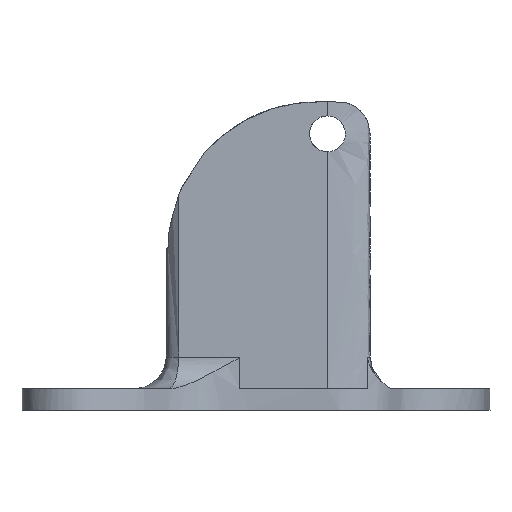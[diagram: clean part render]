
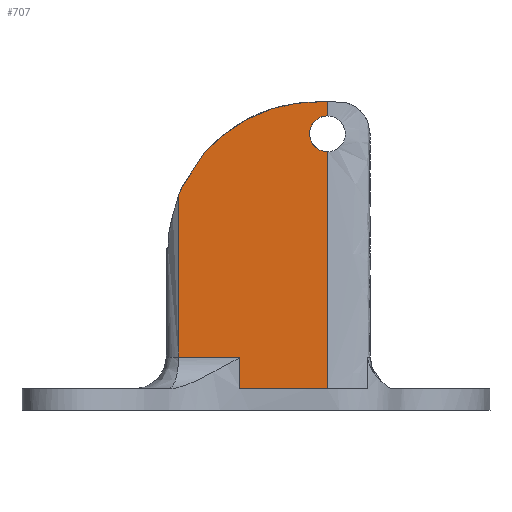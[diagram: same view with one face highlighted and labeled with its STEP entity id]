
A CAD part, front view. The second image highlights one B-rep face of the part: STEP entity #707.
In plain terms, the highlighted planar face has unit normal (0, -1, 0).
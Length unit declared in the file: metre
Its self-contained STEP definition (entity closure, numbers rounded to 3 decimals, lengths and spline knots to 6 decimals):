
#34=B_SPLINE_CURVE_WITH_KNOTS('',3,(#942,#943,#944,#945,#946,#947,#948,
#949,#950,#951,#952,#953,#954,#955,#956,#957,#958,#959,#960,#961,#962,#963,
#964),.UNSPECIFIED.,.F.,.F.,(4,1,1,1,1,1,1,1,1,1,1,1,1,1,1,1,1,1,1,1,4),
(0.,0.038715,0.08809,0.163143,0.208098,
0.279131,0.324087,0.369042,0.413997,
0.441197,0.48906,0.54411,0.59916,
0.644116,0.699166,0.754216,0.809762,
0.854076,0.894034,0.947772,1.),.UNSPECIFIED.);
#95=LINE('',#940,#127);
#96=LINE('',#966,#128);
#97=LINE('',#968,#129);
#98=LINE('',#970,#130);
#99=LINE('',#972,#131);
#100=LINE('',#974,#132);
#101=LINE('',#976,#133);
#127=VECTOR('',#815,1.);
#128=VECTOR('',#816,1.);
#129=VECTOR('',#817,1.);
#130=VECTOR('',#818,1.);
#131=VECTOR('',#819,1.);
#132=VECTOR('',#820,1.);
#133=VECTOR('',#821,1.);
#159=ORIENTED_EDGE('',*,*,#373,.F.);
#160=ORIENTED_EDGE('',*,*,#374,.F.);
#161=ORIENTED_EDGE('',*,*,#375,.F.);
#162=ORIENTED_EDGE('',*,*,#376,.T.);
#163=ORIENTED_EDGE('',*,*,#377,.T.);
#164=ORIENTED_EDGE('',*,*,#378,.T.);
#165=ORIENTED_EDGE('',*,*,#379,.T.);
#166=ORIENTED_EDGE('',*,*,#380,.T.);
#167=ORIENTED_EDGE('',*,*,#381,.F.);
#373=EDGE_CURVE('',#480,#481,#550,.T.);
#374=EDGE_CURVE('',#482,#480,#95,.T.);
#375=EDGE_CURVE('',#483,#482,#34,.T.);
#376=EDGE_CURVE('',#483,#484,#96,.T.);
#377=EDGE_CURVE('',#484,#485,#97,.T.);
#378=EDGE_CURVE('',#485,#486,#98,.T.);
#379=EDGE_CURVE('',#486,#487,#99,.T.);
#380=EDGE_CURVE('',#487,#488,#100,.T.);
#381=EDGE_CURVE('',#481,#488,#101,.T.);
#480=VERTEX_POINT('',#938);
#481=VERTEX_POINT('',#939);
#482=VERTEX_POINT('',#941);
#483=VERTEX_POINT('',#965);
#484=VERTEX_POINT('',#967);
#485=VERTEX_POINT('',#969);
#486=VERTEX_POINT('',#971);
#487=VERTEX_POINT('',#973);
#488=VERTEX_POINT('',#975);
#550=CIRCLE('',#764,0.001687);
#564=EDGE_LOOP('',(#159,#160,#161,#162,#163,#164,#165,#166,#167));
#625=FACE_BOUND('',#564,.T.);
#686=PLANE('',#763);
#707=ADVANCED_FACE('',(#625),#686,.F.);
#763=AXIS2_PLACEMENT_3D('',#936,#811,#812);
#764=AXIS2_PLACEMENT_3D('',#937,#813,#814);
#811=DIRECTION('',(0.,1.,0.));
#812=DIRECTION('',(0.,0.,1.));
#813=DIRECTION('',(0.,-1.,0.));
#814=DIRECTION('',(0.,0.,-1.));
#815=DIRECTION('',(0.,0.,-1.));
#816=DIRECTION('',(0.,0.,-1.));
#817=DIRECTION('',(1.,0.,0.));
#818=DIRECTION('',(0.,0.,-1.));
#819=DIRECTION('',(1.,0.,0.));
#820=DIRECTION('',(1.,0.,0.));
#821=DIRECTION('',(0.,0.,-1.));
#936=CARTESIAN_POINT('',(-0.082527,0.066045,0.03));
#937=CARTESIAN_POINT('',(-0.075525,0.066045,0.026));
#938=CARTESIAN_POINT('',(-0.075525,0.066045,0.027687));
#939=CARTESIAN_POINT('',(-0.075525,0.066045,0.024313));
#940=CARTESIAN_POINT('',(-0.075525,0.066045,0.03));
#941=CARTESIAN_POINT('',(-0.075525,0.066045,0.029009));
#942=CARTESIAN_POINT('',(-0.090529,0.066045,0.015234));
#943=CARTESIAN_POINT('',(-0.090522,0.066045,0.015502));
#944=CARTESIAN_POINT('',(-0.090504,0.066045,0.016112));
#945=CARTESIAN_POINT('',(-0.090403,0.066045,0.017359));
#946=CARTESIAN_POINT('',(-0.089491,0.066045,0.020427));
#947=CARTESIAN_POINT('',(-0.089106,0.066045,0.021243));
#948=CARTESIAN_POINT('',(-0.087578,0.066045,0.023711));
#949=CARTESIAN_POINT('',(-0.086865,0.066045,0.024454));
#950=CARTESIAN_POINT('',(-0.0861,0.066045,0.025256));
#951=CARTESIAN_POINT('',(-0.085222,0.066045,0.025995));
#952=CARTESIAN_POINT('',(-0.084894,0.066045,0.026213));
#953=CARTESIAN_POINT('',(-0.083816,0.066045,0.027005));
#954=CARTESIAN_POINT('',(-0.082457,0.066045,0.027726));
#955=CARTESIAN_POINT('',(-0.080871,0.066045,0.028334));
#956=CARTESIAN_POINT('',(-0.079828,0.066045,0.028626));
#957=CARTESIAN_POINT('',(-0.078154,0.066045,0.02895));
#958=CARTESIAN_POINT('',(-0.076569,0.066045,0.029009));
#959=CARTESIAN_POINT('',(-0.074887,0.066045,0.029014));
#960=CARTESIAN_POINT('',(-0.073781,0.066045,0.028954));
#961=CARTESIAN_POINT('',(-0.072942,0.066045,0.028637));
#962=CARTESIAN_POINT('',(-0.071707,0.066045,0.027498));
#963=CARTESIAN_POINT('',(-0.071585,0.066045,0.026494));
#964=CARTESIAN_POINT('',(-0.071525,0.066045,0.026));
#965=CARTESIAN_POINT('',(-0.089529,0.066045,0.020201));
#966=CARTESIAN_POINT('',(-0.089529,0.066045,0.03));
#967=CARTESIAN_POINT('',(-0.089529,0.066045,0.005));
#968=CARTESIAN_POINT('',(-0.082527,0.066045,0.005));
#969=CARTESIAN_POINT('',(-0.083757,0.066045,0.005));
#970=CARTESIAN_POINT('',(-0.083757,0.066045,0.005));
#971=CARTESIAN_POINT('',(-0.083757,0.066045,0.002));
#972=CARTESIAN_POINT('',(-0.082527,0.066045,0.002));
#973=CARTESIAN_POINT('',(-0.07981,0.066045,0.002));
#974=CARTESIAN_POINT('',(-0.082527,0.066045,0.002));
#975=CARTESIAN_POINT('',(-0.075525,0.066045,0.002));
#976=CARTESIAN_POINT('',(-0.075525,0.066045,0.03));
